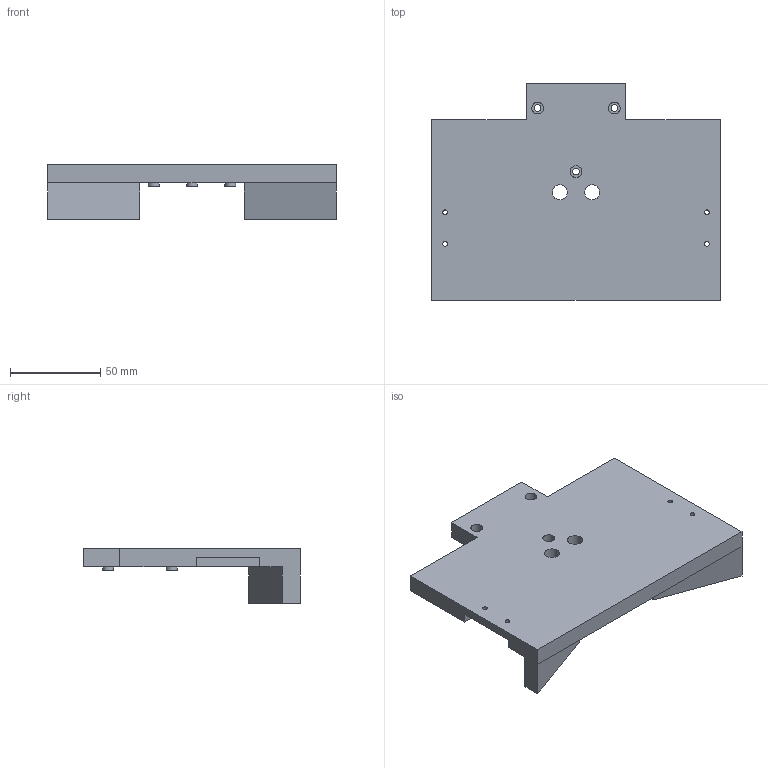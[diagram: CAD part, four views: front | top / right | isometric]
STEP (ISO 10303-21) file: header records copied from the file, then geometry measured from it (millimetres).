
FILE_DESCRIPTION(('FreeCAD Model'),'2;1');
FILE_NAME('Open CASCADE Shape Model','2025-03-18T18:17:57',('Author'),( ''),'Open CASCADE STEP processor 7.8','FreeCAD','Unknown');
FILE_SCHEMA(('AUTOMOTIVE_DESIGN { 1 0 10303 214 1 1 1 1 }'));
Length unit declared in the file: millimetre
Products named in the file (1): beam
Bounding box: 160 x 120 x 30 mm (x, y, z)
Volume: 184099.2 mm3; surface area: 46275 mm2
Topology: 1 solids, 1 shells, 47 faces, 115 edges, 76 vertices
Faces by surface type: plane 32, cylinder 15
Full cylindrical faces by diameter (mm): 2.6 x4, 3.7 x3, 6 x3, 6.5 x3, 8.3 x2
Entity records: 1441 total; most frequent: DIRECTION 241, CARTESIAN_POINT 239, ORIENTED_EDGE 230, EDGE_CURVE 115, LINE 85, VECTOR 85, AXIS2_PLACEMENT_3D 78, VERTEX_POINT 76
